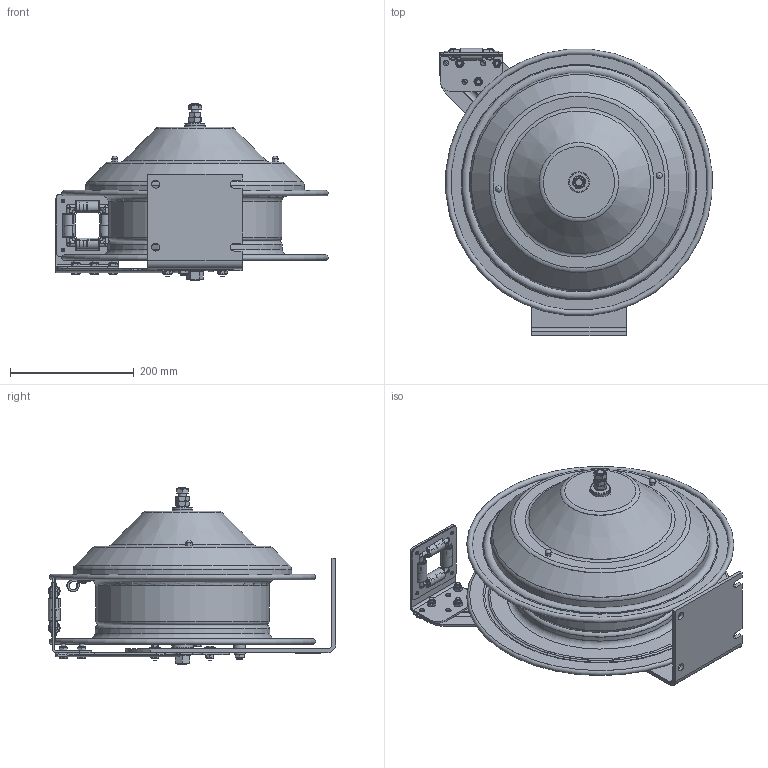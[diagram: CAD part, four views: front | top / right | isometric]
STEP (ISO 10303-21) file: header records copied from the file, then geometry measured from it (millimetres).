
FILE_DESCRIPTION(/* description */ (''),/* implementation_level */ '2;1');
FILE_NAME(/* name */ 'P-WC17L-5001_SHARED.stp',/* time_stamp */ '2020-02-27T14:05:03-07:00',/* author */ ('NMelton'),/* organization */ (''),/* preprocessor_version */ 'ST-DEVELOPER v17',/* originating_system */ 'Autodesk Inventor 2019',/* authorisation */ '');
FILE_SCHEMA (('AUTOMOTIVE_DESIGN { 1 0 10303 214 3 1 1 }'));
Length unit declared in the file: inch
Products named in the file (1): P-WC17L-5001_SHARED
Bounding box: 439.9 x 464.33 x 284.62 mm (x, y, z)
Surface area: 1137081.7 mm2 (no closed solid volume)
Topology: 0 solids, 97 shells, 1475 faces, 5630 edges, 4103 vertices
Faces by surface type: plane 681, cylinder 294, bspline 264, cone 124, torus 73, sphere 39
Full cylindrical faces by diameter (mm): 2.54 x1, 3.048 x1, 4.699 x4, 4.826 x3, 5.556 x1, 5.588 x2, 6.35 x4, 7.925 x1, 7.938 x3, 8.636 x3, 8.731 x4, 11.43 x3, 12.192 x8, 12.548 x1, 12.7 x3, 15.875 x1, 18.923 x1, 19.05 x5, 25.362 x1, 28.575 x1, 32.372 x1, 33.02 x2, 34.036 x1, 34.925 x1, 35.052 x1, 280.924 x1, 354.012 x1
Entity records: 64488 total; most frequent: CARTESIAN_POINT 18648, ORIENTED_EDGE 8855, DIRECTION 8193, EDGE_CURVE 5583, VERTEX_POINT 4103, LINE 2837, VECTOR 2837, AXIS2_PLACEMENT_3D 2678
